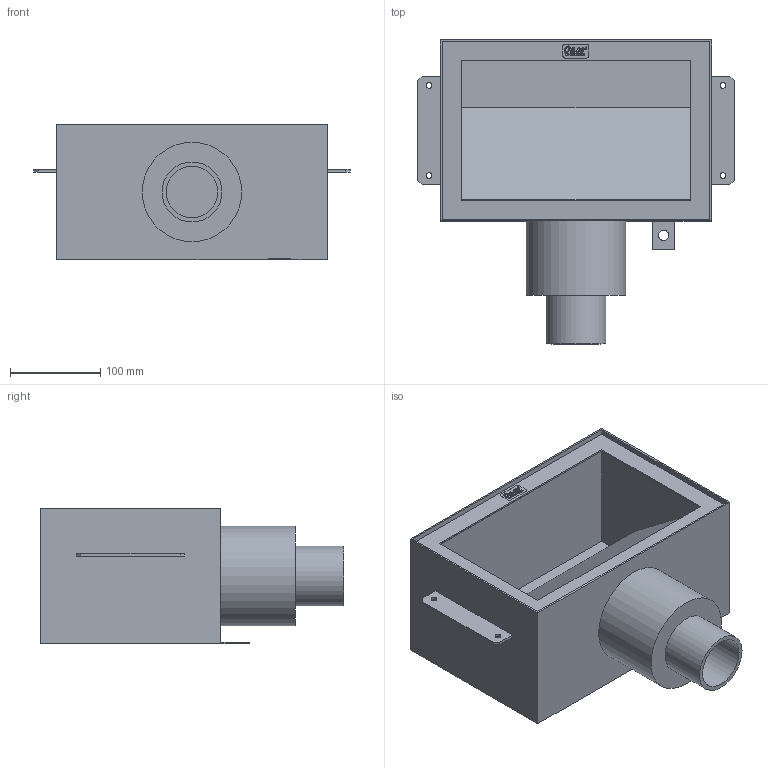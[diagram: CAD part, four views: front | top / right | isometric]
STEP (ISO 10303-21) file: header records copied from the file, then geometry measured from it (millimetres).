
FILE_DESCRIPTION(/* description */ (''),/* implementation_level */ '2;1');
FILE_NAME(/* name */ '54921 Wandskimmer.stp',/* time_stamp */ '2017-09-21T10:00:21+02:00',/* author */ ('guzb562'),/* organization */ (''),/* preprocessor_version */ 'ST-DEVELOPER v16.1',/* originating_system */ 'Autodesk Inventor 2016',/* authorisation */ '');
FILE_SCHEMA (('AUTOMOTIVE_DESIGN { 1 0 10303 214 3 1 1 }'));
Length unit declared in the file: millimetre
Products named in the file (1): 54921 Wandskimmer
Bounding box: 350 x 336 x 150 mm (x, y, z)
Volume: 2066115.1 mm3; surface area: 898676.3 mm2
Topology: 4 solids, 4 shells, 286 faces, 739 edges, 490 vertices
Faces by surface type: plane 194, bspline 78, cylinder 14
Full cylindrical faces by diameter (mm): 6.5 x4, 11.316 x1, 57 x1, 66.3 x1, 110 x1
Entity records: 11466 total; most frequent: CARTESIAN_POINT 4931, ORIENTED_EDGE 1474, DIRECTION 1021, EDGE_CURVE 731, LINE 547, VECTOR 547, VERTEX_POINT 490, EDGE_LOOP 335
